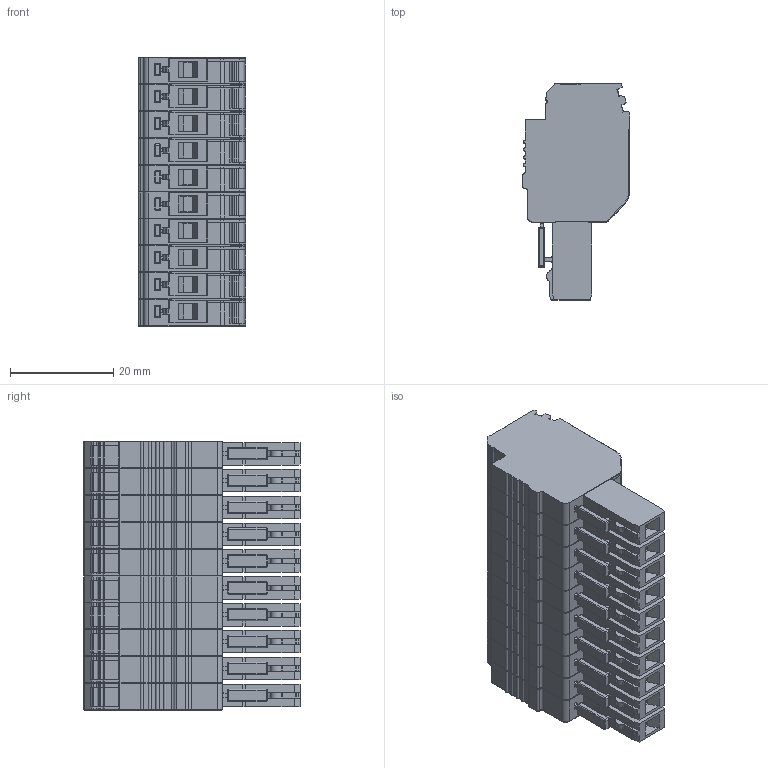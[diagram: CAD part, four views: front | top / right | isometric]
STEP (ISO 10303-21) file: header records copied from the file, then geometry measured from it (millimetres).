
FILE_DESCRIPTION (( 'STEP AP214' ), '1' );
FILE_NAME ('310389_SG_PT 2.5CS_10_Grey.STEP', '2017-09-28T08:06:48', ( '' ), ( '' ), 'SwSTEP 2.0', 'SolidWorks 2017', '' );
FILE_SCHEMA (( 'AUTOMOTIVE_DESIGN' ));
Length unit declared in the file: millimetre
Products named in the file (1): 310389_SG_PT 2.5CS_10_Grey
Bounding box: 20.78 x 41.9 x 52 mm (x, y, z)
Volume: 28895.6 mm3; surface area: 12003.4 mm2
Topology: 1 solids, 11 shells, 2937 faces, 8286 edges, 5351 vertices
Faces by surface type: plane 1886, cylinder 971, bspline 80
Entity records: 94874 total; most frequent: CARTESIAN_POINT 17785, ORIENTED_EDGE 16412, DIRECTION 15854, EDGE_CURVE 8206, LINE 6214, VECTOR 6214, VERTEX_POINT 5351, AXIS2_PLACEMENT_3D 4820
